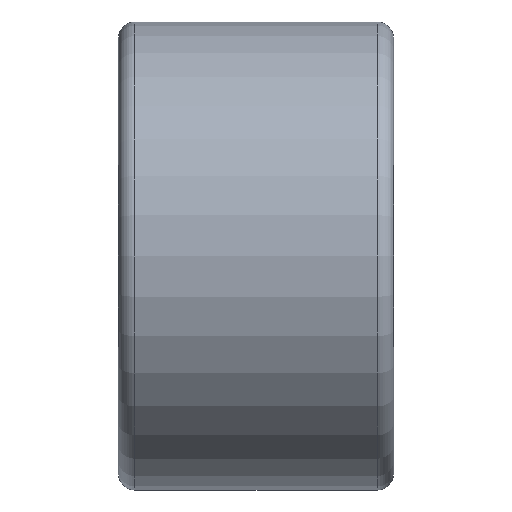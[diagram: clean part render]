
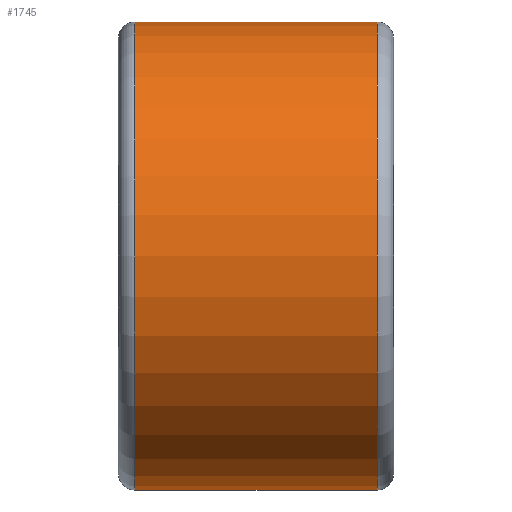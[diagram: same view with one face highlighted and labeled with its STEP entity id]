
A CAD part, front view. The second image highlights one B-rep face of the part: STEP entity #1745.
In plain terms, the highlighted cylindrical face has radius 42.5 mm (diameter 85 mm), a partial arc.
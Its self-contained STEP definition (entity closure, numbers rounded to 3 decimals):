
#9 = CARTESIAN_POINT ( 'NONE',  ( 0., 0., 0. ) ) ;
#45 = DIRECTION ( 'NONE',  ( -1., 0., 0. ) ) ;
#477 = DIRECTION ( 'NONE',  ( 1., 0., 0. ) ) ;
#482 = ORIENTED_EDGE ( 'NONE', *, *, #5000, .T. ) ;
#736 = AXIS2_PLACEMENT_3D ( 'NONE', #9, #2043, #3244 ) ;
#1033 = EDGE_CURVE ( 'NONE', #1867, #4334, #2514, .T. ) ;
#1131 = CIRCLE ( 'NONE', #4584, 42.5 ) ;
#1150 = CYLINDRICAL_SURFACE ( 'NONE', #736, 42.5 ) ;
#1233 = EDGE_LOOP ( 'NONE', ( #2715, #4038, #3017, #482 ) ) ;
#1420 = DIRECTION ( 'NONE',  ( -1., 0., 0. ) ) ;
#1707 = CARTESIAN_POINT ( 'NONE',  ( 47., 0., 42.5 ) ) ;
#1745 = ADVANCED_FACE ( 'NONE', ( #4980 ), #1150, .T. ) ;
#1752 = CARTESIAN_POINT ( 'NONE',  ( 0., 0., -42.5 ) ) ;
#1867 = VERTEX_POINT ( 'NONE', #1707 ) ;
#2043 = DIRECTION ( 'NONE',  ( -1., 0., 0. ) ) ;
#2331 = VECTOR ( 'NONE', #45, 1000. ) ;
#2391 = CARTESIAN_POINT ( 'NONE',  ( 0., 0., 42.5 ) ) ;
#2514 = LINE ( 'NONE', #2391, #2331 ) ;
#2715 = ORIENTED_EDGE ( 'NONE', *, *, #6679, .F. ) ;
#3017 = ORIENTED_EDGE ( 'NONE', *, *, #1033, .T. ) ;
#3244 = DIRECTION ( 'NONE',  ( 0., 0., 1. ) ) ;
#3385 = DIRECTION ( 'NONE',  ( -1., 0., 0. ) ) ;
#3716 = CARTESIAN_POINT ( 'NONE',  ( 3., 0., 0. ) ) ;
#4038 = ORIENTED_EDGE ( 'NONE', *, *, #5546, .T. ) ;
#4061 = LINE ( 'NONE', #1752, #5277 ) ;
#4220 = DIRECTION ( 'NONE',  ( 0., 0., -1. ) ) ;
#4255 = VERTEX_POINT ( 'NONE', #4260 ) ;
#4260 = CARTESIAN_POINT ( 'NONE',  ( 3., 0., -42.5 ) ) ;
#4276 = AXIS2_PLACEMENT_3D ( 'NONE', #3716, #477, #4220 ) ;
#4334 = VERTEX_POINT ( 'NONE', #5343 ) ;
#4584 = AXIS2_PLACEMENT_3D ( 'NONE', #4607, #1420, #5132 ) ;
#4607 = CARTESIAN_POINT ( 'NONE',  ( 47., 0., 0. ) ) ;
#4701 = CARTESIAN_POINT ( 'NONE',  ( 47., 0., -42.5 ) ) ;
#4980 = FACE_OUTER_BOUND ( 'NONE', #1233, .T. ) ;
#5000 = EDGE_CURVE ( 'NONE', #4334, #4255, #6095, .T. ) ;
#5132 = DIRECTION ( 'NONE',  ( 0., 0., 1. ) ) ;
#5277 = VECTOR ( 'NONE', #3385, 1000. ) ;
#5343 = CARTESIAN_POINT ( 'NONE',  ( 3., 0., 42.5 ) ) ;
#5546 = EDGE_CURVE ( 'NONE', #6432, #1867, #1131, .T. ) ;
#6095 = CIRCLE ( 'NONE', #4276, 42.5 ) ;
#6432 = VERTEX_POINT ( 'NONE', #4701 ) ;
#6679 = EDGE_CURVE ( 'NONE', #6432, #4255, #4061, .T. ) ;
